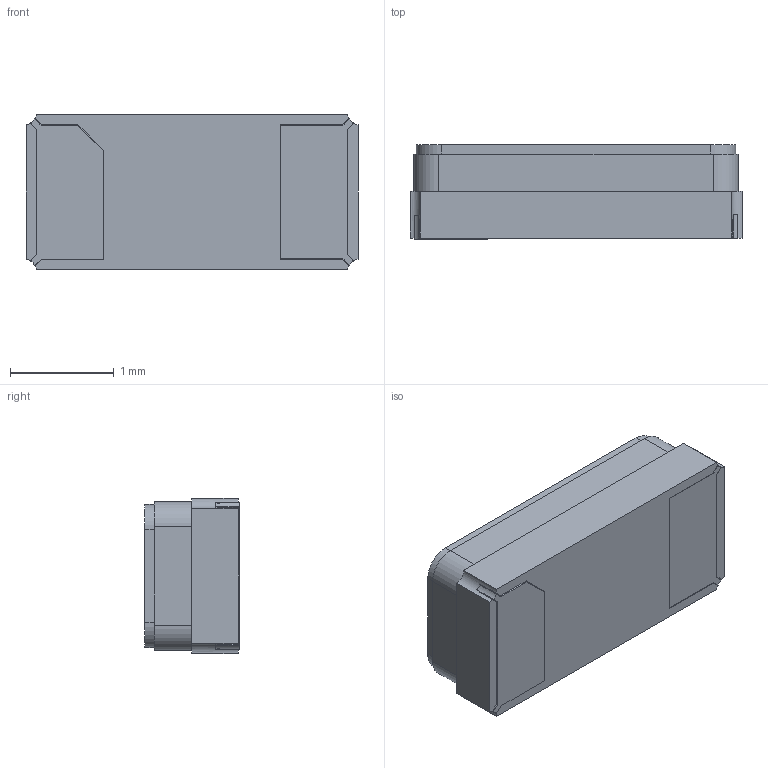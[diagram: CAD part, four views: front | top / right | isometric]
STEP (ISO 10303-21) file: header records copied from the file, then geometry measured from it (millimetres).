
FILE_DESCRIPTION(('STEP AP214'),'1');
FILE_NAME('crystal_rtf3215.stp','2020-12-15T03:58:36',('TraceParts'),('TraceParts S.A.'),'Spatial InterOp 3D',' ',' ');
FILE_SCHEMA(('AUTOMOTIVE_DESIGN { 1 0 10303 214 1 1 1 1 }'));
Length unit declared in the file: millimetre
Products named in the file (1): crystal_rtf3215
Bounding box: 3.2 x 0.91 x 1.5 mm (x, y, z)
Volume: 4.1 mm3; surface area: 20.5 mm2
Topology: 1 solids, 1 shells, 78 faces, 222 edges, 148 vertices
Faces by surface type: plane 62, cylinder 16
Entity records: 3174 total; most frequent: CARTESIAN_POINT 449, ORIENTED_EDGE 444, DIRECTION 428, EDGE_CURVE 222, LINE 174, VECTOR 174, VERTEX_POINT 148, AXIS2_PLACEMENT_3D 127
